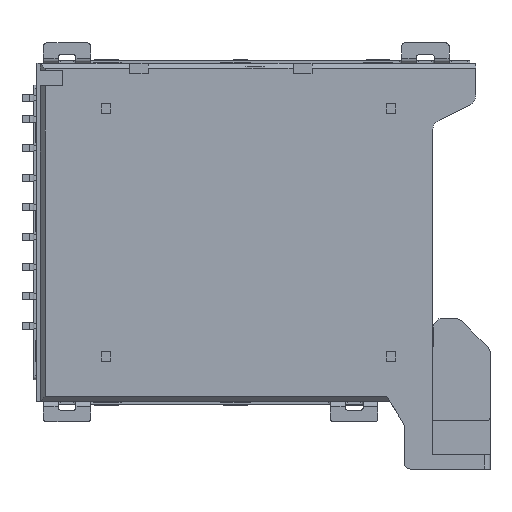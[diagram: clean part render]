
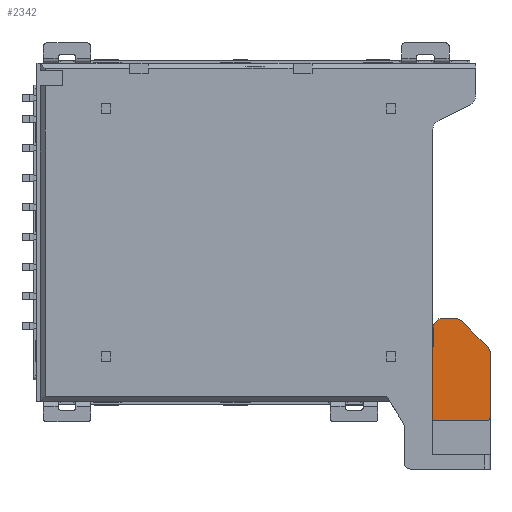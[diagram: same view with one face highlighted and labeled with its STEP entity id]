
A CAD part, front view. The second image highlights one B-rep face of the part: STEP entity #2342.
In plain terms, the highlighted planar face has unit normal (0, -1, 0).
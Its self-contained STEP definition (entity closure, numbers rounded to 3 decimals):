
#576 = PLANE ( 'NONE',  #15297 ) ;
#1120 = EDGE_CURVE ( 'NONE', #16537, #13355, #11588, .T. ) ;
#2005 = DIRECTION ( 'NONE',  ( -1., 0., 0. ) ) ;
#2342 = ADVANCED_FACE ( 'NONE', ( #7473 ), #576, .T. ) ;
#2398 = VECTOR ( 'NONE', #11219, 1000. ) ;
#2425 = EDGE_CURVE ( 'NONE', #25658, #5085, #20860, .T. ) ;
#2557 = DIRECTION ( 'NONE',  ( 0., -1., 0. ) ) ;
#2927 = VERTEX_POINT ( 'NONE', #22553 ) ;
#3158 = ORIENTED_EDGE ( 'NONE', *, *, #1120, .T. ) ;
#3289 = LINE ( 'NONE', #25692, #23839 ) ;
#3290 = VERTEX_POINT ( 'NONE', #22044 ) ;
#3896 = VERTEX_POINT ( 'NONE', #8085 ) ;
#3932 = CARTESIAN_POINT ( 'NONE',  ( 2.193, -3., -21.77 ) ) ;
#4106 = DIRECTION ( 'NONE',  ( 0., 0., 1. ) ) ;
#4705 = CARTESIAN_POINT ( 'NONE',  ( 4.804, -3., -24.174 ) ) ;
#5085 = VERTEX_POINT ( 'NONE', #3932 ) ;
#5618 = ORIENTED_EDGE ( 'NONE', *, *, #20486, .F. ) ;
#6109 = CARTESIAN_POINT ( 'NONE',  ( 4.95, -3., -22.62 ) ) ;
#6429 = EDGE_CURVE ( 'NONE', #24637, #2927, #11812, .T. ) ;
#6495 = CARTESIAN_POINT ( 'NONE',  ( 0.15, -3., -22.62 ) ) ;
#7256 = EDGE_CURVE ( 'NONE', #3896, #24224, #18311, .T. ) ;
#7276 = EDGE_CURVE ( 'NONE', #5085, #3290, #22955, .T. ) ;
#7387 = VECTOR ( 'NONE', #10073, 1000. ) ;
#7461 = EDGE_CURVE ( 'NONE', #24637, #3290, #8008, .T. ) ;
#7473 = FACE_OUTER_BOUND ( 'NONE', #20715, .T. ) ;
#7474 = EDGE_CURVE ( 'NONE', #13355, #3896, #23873, .T. ) ;
#7843 = AXIS2_PLACEMENT_3D ( 'NONE', #20408, #8476, #22393 ) ;
#7986 = DIRECTION ( 'NONE',  ( -0.707, 0., 0.707 ) ) ;
#8008 = LINE ( 'NONE', #19909, #23268 ) ;
#8085 = CARTESIAN_POINT ( 'NONE',  ( 0.1, -3., -30.32 ) ) ;
#8476 = DIRECTION ( 'NONE',  ( 0., 1., 0. ) ) ;
#8757 = CARTESIAN_POINT ( 'NONE',  ( 0.1, -3., -24.12 ) ) ;
#9110 = CIRCLE ( 'NONE', #21123, 0.2 ) ;
#9267 = CARTESIAN_POINT ( 'NONE',  ( 4.75, -3., -30.32 ) ) ;
#9314 = DIRECTION ( 'NONE',  ( 0., 1., 0. ) ) ;
#9452 = VERTEX_POINT ( 'NONE', #14519 ) ;
#10073 = DIRECTION ( 'NONE',  ( 0., 0., -1. ) ) ;
#10203 = CARTESIAN_POINT ( 'NONE',  ( 0.15, -3., -24.12 ) ) ;
#10320 = DIRECTION ( 'NONE',  ( 0., -1., 0. ) ) ;
#11219 = DIRECTION ( 'NONE',  ( 1., 0., 0. ) ) ;
#11305 = VECTOR ( 'NONE', #4106, 1000. ) ;
#11588 = LINE ( 'NONE', #17969, #20935 ) ;
#11793 = DIRECTION ( 'NONE',  ( 0.707, 0., 0.707 ) ) ;
#11812 = CIRCLE ( 'NONE', #7843, 0.5 ) ;
#12782 = CARTESIAN_POINT ( 'NONE',  ( 2.4, -3., -21.77 ) ) ;
#12954 = ORIENTED_EDGE ( 'NONE', *, *, #6429, .F. ) ;
#13355 = VERTEX_POINT ( 'NONE', #8757 ) ;
#14519 = CARTESIAN_POINT ( 'NONE',  ( 0.15, -3., -22.27 ) ) ;
#15297 = AXIS2_PLACEMENT_3D ( 'NONE', #18418, #2557, #16522 ) ;
#15636 = CARTESIAN_POINT ( 'NONE',  ( 0.65, -3., -21.77 ) ) ;
#15713 = AXIS2_PLACEMENT_3D ( 'NONE', #21239, #9314, #23225 ) ;
#16522 = DIRECTION ( 'NONE',  ( 0., 0., -1. ) ) ;
#16537 = VERTEX_POINT ( 'NONE', #10203 ) ;
#16821 = VECTOR ( 'NONE', #18760, 1000. ) ;
#17527 = EDGE_CURVE ( 'NONE', #24224, #22402, #9110, .T. ) ;
#17969 = CARTESIAN_POINT ( 'NONE',  ( -0.45, -3., -24.12 ) ) ;
#18311 = LINE ( 'NONE', #19145, #2398 ) ;
#18418 = CARTESIAN_POINT ( 'NONE',  ( 0.15, -3., -22.62 ) ) ;
#18500 = VECTOR ( 'NONE', #20418, 1000. ) ;
#18760 = DIRECTION ( 'NONE',  ( 1., 0., 0. ) ) ;
#18763 = ORIENTED_EDGE ( 'NONE', *, *, #7474, .T. ) ;
#19145 = CARTESIAN_POINT ( 'NONE',  ( 0.15, -3., -30.32 ) ) ;
#19240 = ORIENTED_EDGE ( 'NONE', *, *, #7461, .T. ) ;
#19909 = CARTESIAN_POINT ( 'NONE',  ( 4.804, -3., -24.174 ) ) ;
#20408 = CARTESIAN_POINT ( 'NONE',  ( 4.45, -3., -24.527 ) ) ;
#20418 = DIRECTION ( 'NONE',  ( 0., 0., -1. ) ) ;
#20486 = EDGE_CURVE ( 'NONE', #9452, #25658, #3289, .T. ) ;
#20504 = ORIENTED_EDGE ( 'NONE', *, *, #7276, .F. ) ;
#20660 = ORIENTED_EDGE ( 'NONE', *, *, #22297, .T. ) ;
#20715 = EDGE_LOOP ( 'NONE', ( #5618, #20660, #3158, #18763, #24371, #22503, #25081, #12954, #19240, #20504, #24541 ) ) ;
#20860 = LINE ( 'NONE', #12782, #16821 ) ;
#20935 = VECTOR ( 'NONE', #2005, 1000. ) ;
#21123 = AXIS2_PLACEMENT_3D ( 'NONE', #22225, #10320, #24212 ) ;
#21239 = CARTESIAN_POINT ( 'NONE',  ( 2.193, -3., -22.27 ) ) ;
#21885 = LINE ( 'NONE', #6109, #11305 ) ;
#21997 = CARTESIAN_POINT ( 'NONE',  ( 0.1, -3., -5.3 ) ) ;
#22044 = CARTESIAN_POINT ( 'NONE',  ( 2.546, -3., -21.916 ) ) ;
#22225 = CARTESIAN_POINT ( 'NONE',  ( 4.75, -3., -30.12 ) ) ;
#22297 = EDGE_CURVE ( 'NONE', #9452, #16537, #23772, .T. ) ;
#22393 = DIRECTION ( 'NONE',  ( 0., 0., -1. ) ) ;
#22402 = VERTEX_POINT ( 'NONE', #22657 ) ;
#22503 = ORIENTED_EDGE ( 'NONE', *, *, #17527, .T. ) ;
#22553 = CARTESIAN_POINT ( 'NONE',  ( 4.95, -3., -24.527 ) ) ;
#22657 = CARTESIAN_POINT ( 'NONE',  ( 4.95, -3., -30.12 ) ) ;
#22764 = EDGE_CURVE ( 'NONE', #22402, #2927, #21885, .T. ) ;
#22955 = CIRCLE ( 'NONE', #15713, 0.5 ) ;
#23225 = DIRECTION ( 'NONE',  ( 0., 0., 1. ) ) ;
#23268 = VECTOR ( 'NONE', #7986, 1000. ) ;
#23772 = LINE ( 'NONE', #6495, #18500 ) ;
#23839 = VECTOR ( 'NONE', #11793, 1000. ) ;
#23873 = LINE ( 'NONE', #21997, #7387 ) ;
#24212 = DIRECTION ( 'NONE',  ( 0., 0., -1. ) ) ;
#24224 = VERTEX_POINT ( 'NONE', #9267 ) ;
#24371 = ORIENTED_EDGE ( 'NONE', *, *, #7256, .T. ) ;
#24541 = ORIENTED_EDGE ( 'NONE', *, *, #2425, .F. ) ;
#24637 = VERTEX_POINT ( 'NONE', #4705 ) ;
#25081 = ORIENTED_EDGE ( 'NONE', *, *, #22764, .T. ) ;
#25658 = VERTEX_POINT ( 'NONE', #15636 ) ;
#25692 = CARTESIAN_POINT ( 'NONE',  ( 0.65, -3., -21.77 ) ) ;
